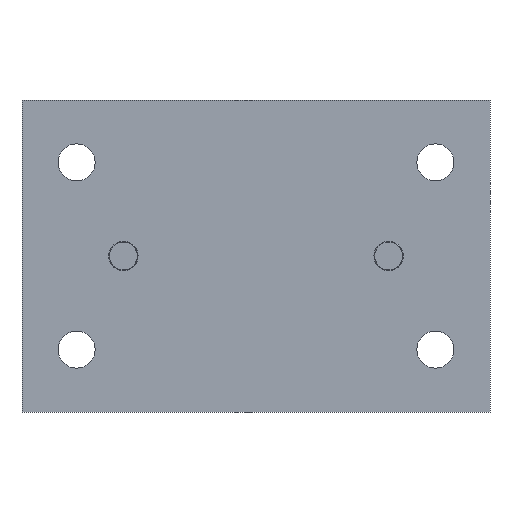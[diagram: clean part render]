
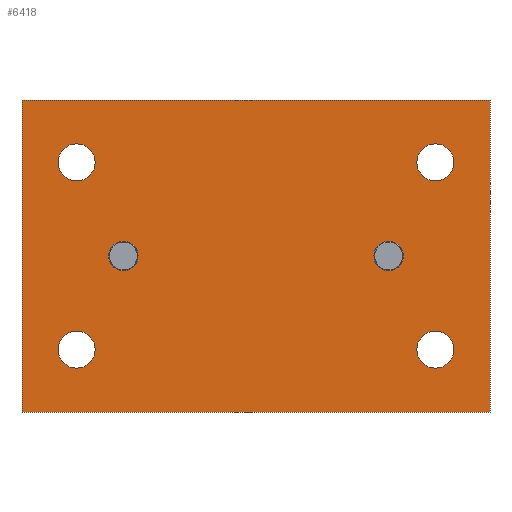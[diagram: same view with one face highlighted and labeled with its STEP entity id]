
A CAD part, front view. The second image highlights one B-rep face of the part: STEP entity #6418.
In plain terms, the highlighted face is planar.
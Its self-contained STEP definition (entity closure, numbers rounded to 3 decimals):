
#151 = CARTESIAN_POINT ( 'NONE',  ( -190.5, -127., 0. ) ) ;
#224 = DIRECTION ( 'NONE',  ( 0., -1., 0. ) ) ;
#346 = CARTESIAN_POINT ( 'NONE',  ( -146.05, 76.2, 0. ) ) ;
#362 = DIRECTION ( 'NONE',  ( -1., 0., 0. ) ) ;
#540 = EDGE_CURVE ( 'NONE', #8041, #15692, #7690, .T. ) ;
#717 = ORIENTED_EDGE ( 'NONE', *, *, #5725, .F. ) ;
#749 = LINE ( 'NONE', #14269, #12007 ) ;
#767 = DIRECTION ( 'NONE',  ( -1., 0., 0. ) ) ;
#773 = DIRECTION ( 'NONE',  ( 1., 0., 0. ) ) ;
#983 = ORIENTED_EDGE ( 'NONE', *, *, #9704, .F. ) ;
#1156 = DIRECTION ( 'NONE',  ( 0., 0., -1. ) ) ;
#1169 = EDGE_CURVE ( 'NONE', #14468, #7560, #1383, .T. ) ;
#1383 = LINE ( 'NONE', #17480, #9837 ) ;
#1815 = AXIS2_PLACEMENT_3D ( 'NONE', #6420, #4781, #362 ) ;
#1898 = CARTESIAN_POINT ( 'NONE',  ( 146.05, -76.2, 0. ) ) ;
#1969 = FACE_OUTER_BOUND ( 'NONE', #2338, .T. ) ;
#2200 = DIRECTION ( 'NONE',  ( 0., 0., -1. ) ) ;
#2338 = EDGE_LOOP ( 'NONE', ( #17995, #6103, #17602, #2940 ) ) ;
#2461 = VERTEX_POINT ( 'NONE', #10520 ) ;
#2784 = EDGE_LOOP ( 'NONE', ( #8948, #12191 ) ) ;
#2940 = ORIENTED_EDGE ( 'NONE', *, *, #17928, .F. ) ;
#3279 = DIRECTION ( 'NONE',  ( 0., 0., -1. ) ) ;
#3419 = VECTOR ( 'NONE', #4016, 1000. ) ;
#3512 = CARTESIAN_POINT ( 'NONE',  ( 0., 0., 0. ) ) ;
#3705 = VERTEX_POINT ( 'NONE', #10094 ) ;
#3832 = DIRECTION ( 'NONE',  ( 0., 0., -1. ) ) ;
#3941 = AXIS2_PLACEMENT_3D ( 'NONE', #4819, #16311, #9150 ) ;
#4016 = DIRECTION ( 'NONE',  ( 0., 1., 0. ) ) ;
#4040 = VERTEX_POINT ( 'NONE', #11037 ) ;
#4065 = VERTEX_POINT ( 'NONE', #11232 ) ;
#4178 = CARTESIAN_POINT ( 'NONE',  ( -161.15, 76.2, 0. ) ) ;
#4249 = VERTEX_POINT ( 'NONE', #12067 ) ;
#4276 = CIRCLE ( 'NONE', #14972, 11.906 ) ;
#4486 = EDGE_LOOP ( 'NONE', ( #13334, #17881 ) ) ;
#4660 = FACE_BOUND ( 'NONE', #14394, .T. ) ;
#4781 = DIRECTION ( 'NONE',  ( 0., 0., -1. ) ) ;
#4819 = CARTESIAN_POINT ( 'NONE',  ( 146.05, 76.2, 0. ) ) ;
#4848 = FACE_BOUND ( 'NONE', #2784, .T. ) ;
#4956 = FACE_BOUND ( 'NONE', #8184, .T. ) ;
#4983 = DIRECTION ( 'NONE',  ( 1., 0., 0. ) ) ;
#5172 = DIRECTION ( 'NONE',  ( -1., 0., 0. ) ) ;
#5298 = CARTESIAN_POINT ( 'NONE',  ( 107.95, 0., 0. ) ) ;
#5303 = VERTEX_POINT ( 'NONE', #12973 ) ;
#5604 = DIRECTION ( 'NONE',  ( -1., 0., 0. ) ) ;
#5725 = EDGE_CURVE ( 'NONE', #16376, #3705, #6377, .T. ) ;
#5751 = CARTESIAN_POINT ( 'NONE',  ( -190.5, 127., 0. ) ) ;
#5787 = DIRECTION ( 'NONE',  ( 0., 0., -1. ) ) ;
#6103 = ORIENTED_EDGE ( 'NONE', *, *, #15267, .F. ) ;
#6224 = CARTESIAN_POINT ( 'NONE',  ( 96.044, 0., 0. ) ) ;
#6373 = EDGE_LOOP ( 'NONE', ( #16821, #717 ) ) ;
#6377 = CIRCLE ( 'NONE', #14614, 11.906 ) ;
#6396 = PLANE ( 'NONE',  #12193 ) ;
#6418 = ADVANCED_FACE ( 'NONE', ( #18843, #14894, #4660, #4848, #9282, #4956, #1969 ), #6396, .T. ) ;
#6420 = CARTESIAN_POINT ( 'NONE',  ( -107.95, 0., 0. ) ) ;
#6447 = CIRCLE ( 'NONE', #17130, 11.906 ) ;
#6643 = CARTESIAN_POINT ( 'NONE',  ( -107.95, 0., 0. ) ) ;
#6820 = CARTESIAN_POINT ( 'NONE',  ( -119.856, 0., 0. ) ) ;
#7125 = EDGE_CURVE ( 'NONE', #3705, #16376, #6447, .T. ) ;
#7184 = VERTEX_POINT ( 'NONE', #11068 ) ;
#7284 = CARTESIAN_POINT ( 'NONE',  ( -130.95, -76.2, 0. ) ) ;
#7455 = EDGE_CURVE ( 'NONE', #15955, #2461, #9575, .T. ) ;
#7560 = VERTEX_POINT ( 'NONE', #10261 ) ;
#7660 = ORIENTED_EDGE ( 'NONE', *, *, #14720, .F. ) ;
#7690 = CIRCLE ( 'NONE', #7988, 15.1 ) ;
#7958 = DIRECTION ( 'NONE',  ( -1., 0., 0. ) ) ;
#7985 = CARTESIAN_POINT ( 'NONE',  ( 146.05, -76.2, 0. ) ) ;
#7988 = AXIS2_PLACEMENT_3D ( 'NONE', #346, #11698, #16433 ) ;
#8041 = VERTEX_POINT ( 'NONE', #4178 ) ;
#8087 = ORIENTED_EDGE ( 'NONE', *, *, #18701, .F. ) ;
#8184 = EDGE_LOOP ( 'NONE', ( #983, #16624 ) ) ;
#8244 = LINE ( 'NONE', #17032, #3419 ) ;
#8505 = EDGE_LOOP ( 'NONE', ( #7660, #14152 ) ) ;
#8514 = EDGE_CURVE ( 'NONE', #14493, #7184, #9126, .T. ) ;
#8948 = ORIENTED_EDGE ( 'NONE', *, *, #10637, .F. ) ;
#9126 = CIRCLE ( 'NONE', #11586, 15.1 ) ;
#9150 = DIRECTION ( 'NONE',  ( -1., 0., 0. ) ) ;
#9282 = FACE_BOUND ( 'NONE', #4486, .T. ) ;
#9575 = CIRCLE ( 'NONE', #16617, 15.1 ) ;
#9704 = EDGE_CURVE ( 'NONE', #7184, #14493, #11910, .T. ) ;
#9837 = VECTOR ( 'NONE', #224, 1000. ) ;
#9901 = VERTEX_POINT ( 'NONE', #6820 ) ;
#10094 = CARTESIAN_POINT ( 'NONE',  ( 119.856, 0., 0. ) ) ;
#10156 = CARTESIAN_POINT ( 'NONE',  ( -146.05, 76.2, 0. ) ) ;
#10261 = CARTESIAN_POINT ( 'NONE',  ( -190.5, -127., 0. ) ) ;
#10430 = AXIS2_PLACEMENT_3D ( 'NONE', #10156, #14532, #18649 ) ;
#10520 = CARTESIAN_POINT ( 'NONE',  ( 130.95, 76.2, 0. ) ) ;
#10637 = EDGE_CURVE ( 'NONE', #2461, #15955, #12229, .T. ) ;
#10749 = CARTESIAN_POINT ( 'NONE',  ( -146.05, -76.2, 0. ) ) ;
#11037 = CARTESIAN_POINT ( 'NONE',  ( -96.044, 0., 0. ) ) ;
#11068 = CARTESIAN_POINT ( 'NONE',  ( -161.15, -76.2, 0. ) ) ;
#11072 = EDGE_CURVE ( 'NONE', #4065, #13703, #17407, .T. ) ;
#11232 = CARTESIAN_POINT ( 'NONE',  ( 161.15, -76.2, 0. ) ) ;
#11586 = AXIS2_PLACEMENT_3D ( 'NONE', #13072, #5787, #5604 ) ;
#11698 = DIRECTION ( 'NONE',  ( 0., 0., -1. ) ) ;
#11910 = CIRCLE ( 'NONE', #15238, 15.1 ) ;
#12007 = VECTOR ( 'NONE', #5172, 1000. ) ;
#12067 = CARTESIAN_POINT ( 'NONE',  ( 190.5, -127., 0. ) ) ;
#12191 = ORIENTED_EDGE ( 'NONE', *, *, #7455, .F. ) ;
#12193 = AXIS2_PLACEMENT_3D ( 'NONE', #3512, #13670, #12244 ) ;
#12229 = CIRCLE ( 'NONE', #3941, 15.1 ) ;
#12244 = DIRECTION ( 'NONE',  ( -1., 0., 0. ) ) ;
#12314 = CIRCLE ( 'NONE', #14438, 15.1 ) ;
#12416 = EDGE_CURVE ( 'NONE', #9901, #4040, #4276, .T. ) ;
#12863 = CIRCLE ( 'NONE', #10430, 15.1 ) ;
#12973 = CARTESIAN_POINT ( 'NONE',  ( 190.5, 127., 0. ) ) ;
#13072 = CARTESIAN_POINT ( 'NONE',  ( -146.05, -76.2, 0. ) ) ;
#13334 = ORIENTED_EDGE ( 'NONE', *, *, #540, .F. ) ;
#13390 = LINE ( 'NONE', #151, #17726 ) ;
#13584 = DIRECTION ( 'NONE',  ( 1., 0., 0. ) ) ;
#13605 = DIRECTION ( 'NONE',  ( 0., 0., -1. ) ) ;
#13670 = DIRECTION ( 'NONE',  ( 0., 0., -1. ) ) ;
#13703 = VERTEX_POINT ( 'NONE', #14710 ) ;
#13843 = CARTESIAN_POINT ( 'NONE',  ( -130.95, 76.2, 0. ) ) ;
#13923 = DIRECTION ( 'NONE',  ( 0., 0., -1. ) ) ;
#14059 = AXIS2_PLACEMENT_3D ( 'NONE', #7985, #13923, #773 ) ;
#14083 = DIRECTION ( 'NONE',  ( -1., 0., 0. ) ) ;
#14152 = ORIENTED_EDGE ( 'NONE', *, *, #12416, .F. ) ;
#14269 = CARTESIAN_POINT ( 'NONE',  ( -190.5, 127., 0. ) ) ;
#14394 = EDGE_LOOP ( 'NONE', ( #8087, #17827 ) ) ;
#14438 = AXIS2_PLACEMENT_3D ( 'NONE', #1898, #13605, #4983 ) ;
#14468 = VERTEX_POINT ( 'NONE', #5751 ) ;
#14493 = VERTEX_POINT ( 'NONE', #7284 ) ;
#14532 = DIRECTION ( 'NONE',  ( 0., 0., -1. ) ) ;
#14614 = AXIS2_PLACEMENT_3D ( 'NONE', #15600, #3832, #14083 ) ;
#14710 = CARTESIAN_POINT ( 'NONE',  ( 130.95, -76.2, 0. ) ) ;
#14720 = EDGE_CURVE ( 'NONE', #4040, #9901, #14970, .T. ) ;
#14894 = FACE_BOUND ( 'NONE', #6373, .T. ) ;
#14970 = CIRCLE ( 'NONE', #1815, 11.906 ) ;
#14972 = AXIS2_PLACEMENT_3D ( 'NONE', #6643, #3279, #767 ) ;
#15015 = EDGE_CURVE ( 'NONE', #15692, #8041, #12863, .T. ) ;
#15238 = AXIS2_PLACEMENT_3D ( 'NONE', #10749, #2200, #7958 ) ;
#15267 = EDGE_CURVE ( 'NONE', #7560, #4249, #13390, .T. ) ;
#15600 = CARTESIAN_POINT ( 'NONE',  ( 107.95, 0., 0. ) ) ;
#15692 = VERTEX_POINT ( 'NONE', #13843 ) ;
#15955 = VERTEX_POINT ( 'NONE', #16742 ) ;
#16311 = DIRECTION ( 'NONE',  ( 0., 0., -1. ) ) ;
#16376 = VERTEX_POINT ( 'NONE', #6224 ) ;
#16433 = DIRECTION ( 'NONE',  ( 1., 0., 0. ) ) ;
#16617 = AXIS2_PLACEMENT_3D ( 'NONE', #16648, #18182, #17019 ) ;
#16624 = ORIENTED_EDGE ( 'NONE', *, *, #8514, .F. ) ;
#16648 = CARTESIAN_POINT ( 'NONE',  ( 146.05, 76.2, 0. ) ) ;
#16742 = CARTESIAN_POINT ( 'NONE',  ( 161.15, 76.2, 0. ) ) ;
#16821 = ORIENTED_EDGE ( 'NONE', *, *, #7125, .F. ) ;
#17019 = DIRECTION ( 'NONE',  ( -1., 0., 0. ) ) ;
#17032 = CARTESIAN_POINT ( 'NONE',  ( 190.5, -127., 0. ) ) ;
#17130 = AXIS2_PLACEMENT_3D ( 'NONE', #5298, #1156, #17163 ) ;
#17163 = DIRECTION ( 'NONE',  ( -1., 0., 0. ) ) ;
#17407 = CIRCLE ( 'NONE', #14059, 15.1 ) ;
#17480 = CARTESIAN_POINT ( 'NONE',  ( -190.5, -127., 0. ) ) ;
#17602 = ORIENTED_EDGE ( 'NONE', *, *, #1169, .F. ) ;
#17726 = VECTOR ( 'NONE', #13584, 1000. ) ;
#17827 = ORIENTED_EDGE ( 'NONE', *, *, #11072, .F. ) ;
#17881 = ORIENTED_EDGE ( 'NONE', *, *, #15015, .F. ) ;
#17890 = EDGE_CURVE ( 'NONE', #4249, #5303, #8244, .T. ) ;
#17928 = EDGE_CURVE ( 'NONE', #5303, #14468, #749, .T. ) ;
#17995 = ORIENTED_EDGE ( 'NONE', *, *, #17890, .F. ) ;
#18182 = DIRECTION ( 'NONE',  ( 0., 0., -1. ) ) ;
#18649 = DIRECTION ( 'NONE',  ( 1., 0., 0. ) ) ;
#18701 = EDGE_CURVE ( 'NONE', #13703, #4065, #12314, .T. ) ;
#18843 = FACE_BOUND ( 'NONE', #8505, .T. ) ;
